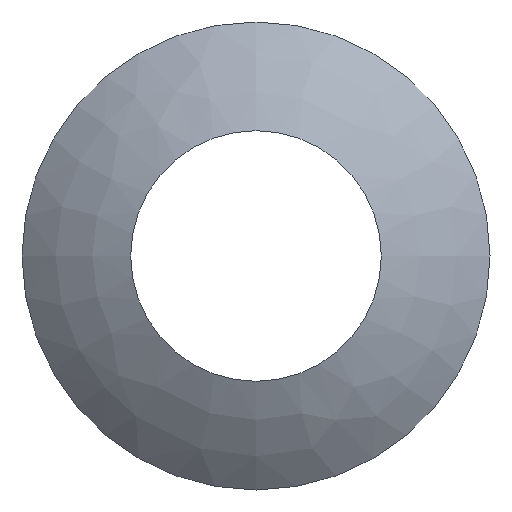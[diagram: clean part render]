
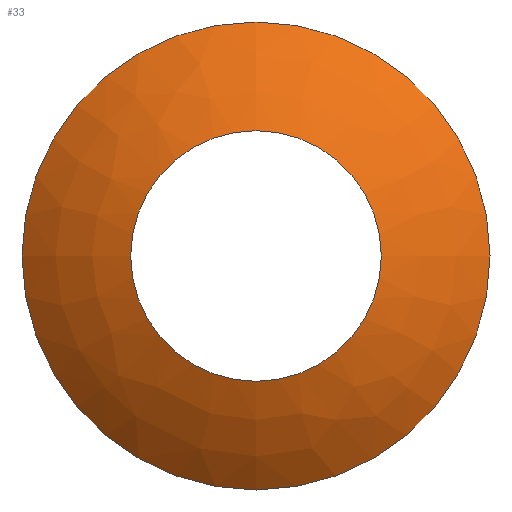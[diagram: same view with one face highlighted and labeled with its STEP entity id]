
A CAD part, front view. The second image highlights one B-rep face of the part: STEP entity #33.
In plain terms, the highlighted free-form (B-spline) face has degree [3, 3] with [4, 7] control points.
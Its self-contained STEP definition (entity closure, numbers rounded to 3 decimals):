
#33 = ADVANCED_FACE( '', ( #64, #65 ), #66, .T. );
#64 = FACE_OUTER_BOUND( '', #91, .T. );
#65 = FACE_OUTER_BOUND( '', #92, .T. );
#66 = ( BOUNDED_SURFACE(  )B_SPLINE_SURFACE( 3, 3, ( ( #95, #96, #97, #98, #99, #100, #101 ), ( #102, #103, #104, #105, #106, #107, #108 ), ( #109, #110, #111, #112, #113, #114, #115 ), ( #116, #117, #118, #119, #120, #121, #122 ) ), .UNSPECIFIED., .F., .T., .F. )B_SPLINE_SURFACE_WITH_KNOTS( ( 4, 4 ), ( 4, 3, 4 ), ( 0., 6.283 ), ( -1.214, -1.042, -0.87 ), .UNSPECIFIED. )GEOMETRIC_REPRESENTATION_ITEM(  )RATIONAL_B_SPLINE_SURFACE( ( ( 1., 0.333, 0.333, 1., 0.333, 0.333, 1. ), ( 0.99, 0.33, 0.33, 0.99, 0.33, 0.33, 0.99 ), ( 0.99, 0.33, 0.33, 0.99, 0.33, 0.33, 0.99 ), ( 1., 0.333, 0.333, 1., 0.333, 0.333, 1. ) ) )REPRESENTATION_ITEM( '' )SURFACE(  ) );
#91 = EDGE_LOOP( '', ( #150 ) );
#92 = EDGE_LOOP( '', ( #151 ) );
#95 = CARTESIAN_POINT( '', ( 0., -1.2, 14. ) );
#96 = CARTESIAN_POINT( '', ( 28., -1.2, 14. ) );
#97 = CARTESIAN_POINT( '', ( 28., -1.2, -14. ) );
#98 = CARTESIAN_POINT( '', ( 0., -1.2, -14. ) );
#99 = CARTESIAN_POINT( '', ( -28., -1.2, -14. ) );
#100 = CARTESIAN_POINT( '', ( -28., -1.2, 14. ) );
#101 = CARTESIAN_POINT( '', ( 0., -1.2, 14. ) );
#102 = CARTESIAN_POINT( '', ( 0., -2.835, 12.063 ) );
#103 = CARTESIAN_POINT( '', ( 24.126, -2.835, 12.063 ) );
#104 = CARTESIAN_POINT( '', ( 24.126, -2.835, -12.063 ) );
#105 = CARTESIAN_POINT( '', ( 0., -2.835, -12.063 ) );
#106 = CARTESIAN_POINT( '', ( -24.126, -2.835, -12.063 ) );
#107 = CARTESIAN_POINT( '', ( -24.126, -2.835, 12.063 ) );
#108 = CARTESIAN_POINT( '', ( 0., -2.835, 12.063 ) );
#109 = CARTESIAN_POINT( '', ( 0., -4.114, 9.875 ) );
#110 = CARTESIAN_POINT( '', ( 19.75, -4.114, 9.875 ) );
#111 = CARTESIAN_POINT( '', ( 19.75, -4.114, -9.875 ) );
#112 = CARTESIAN_POINT( '', ( 0., -4.114, -9.875 ) );
#113 = CARTESIAN_POINT( '', ( -19.75, -4.114, -9.875 ) );
#114 = CARTESIAN_POINT( '', ( -19.75, -4.114, 9.875 ) );
#115 = CARTESIAN_POINT( '', ( 0., -4.114, 9.875 ) );
#116 = CARTESIAN_POINT( '', ( 0., -5., 7.5 ) );
#117 = CARTESIAN_POINT( '', ( 15., -5., 7.5 ) );
#118 = CARTESIAN_POINT( '', ( 15., -5., -7.5 ) );
#119 = CARTESIAN_POINT( '', ( 0., -5., -7.5 ) );
#120 = CARTESIAN_POINT( '', ( -15., -5., -7.5 ) );
#121 = CARTESIAN_POINT( '', ( -15., -5., 7.5 ) );
#122 = CARTESIAN_POINT( '', ( 0., -5., 7.5 ) );
#150 = ORIENTED_EDGE( '', *, *, #168, .T. );
#151 = ORIENTED_EDGE( '', *, *, #170, .F. );
#168 = EDGE_CURVE( '', #180, #180, #181, .T. );
#170 = EDGE_CURVE( '', #183, #183, #184, .T. );
#180 = VERTEX_POINT( '', #195 );
#181 = CIRCLE( '', #196, 7.5 );
#183 = VERTEX_POINT( '', #198 );
#184 = CIRCLE( '', #199, 14. );
#195 = CARTESIAN_POINT( '', ( 0., -5., 7.5 ) );
#196 = AXIS2_PLACEMENT_3D( '', #210, #211, #212 );
#198 = CARTESIAN_POINT( '', ( 0., -1.2, 14. ) );
#199 = AXIS2_PLACEMENT_3D( '', #213, #214, #215 );
#210 = CARTESIAN_POINT( '', ( 0., -5., 0. ) );
#211 = DIRECTION( '', ( 0., 1., 0. ) );
#212 = DIRECTION( '', ( 0., 0., 1. ) );
#213 = CARTESIAN_POINT( '', ( 0., -1.2, 0. ) );
#214 = DIRECTION( '', ( 0., 1., 0. ) );
#215 = DIRECTION( '', ( 0., 0., 1. ) );
